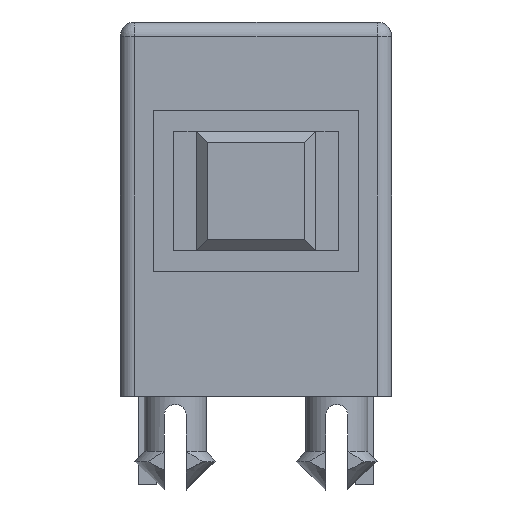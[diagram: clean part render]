
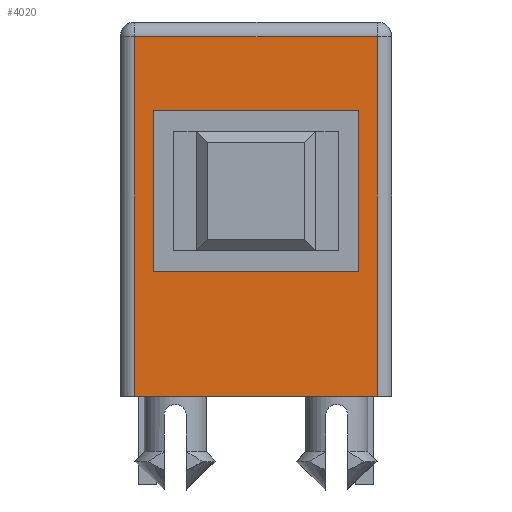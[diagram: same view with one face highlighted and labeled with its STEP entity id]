
A CAD part, left-side view. The second image highlights one B-rep face of the part: STEP entity #4020.
In plain terms, the highlighted planar face has unit normal (-1, 0, 0).
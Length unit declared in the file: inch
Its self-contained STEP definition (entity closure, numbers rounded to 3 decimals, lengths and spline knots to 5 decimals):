
#81=CARTESIAN_POINT('',(0.,0.12992,0.18392));
#82=VERTEX_POINT('',#81);
#148=CARTESIAN_POINT('',(0.,0.12992,-0.20191));
#149=VERTEX_POINT('',#148);
#157=CARTESIAN_POINT('',(0.,0.12992,-0.20191));
#158=DIRECTION('',(0.0,0.0,1.0));
#159=VECTOR('',#158,0.38583);
#160=LINE('',#157,#159);
#161=EDGE_CURVE('',#149,#82,#160,.T.);
#180=CARTESIAN_POINT('',(0.,-0.12992,0.18392));
#181=VERTEX_POINT('',#180);
#246=CARTESIAN_POINT('',(0.,0.12992,0.18392));
#247=DIRECTION('',(0.0,-1.0,0.0));
#248=VECTOR('',#247,0.25984);
#249=LINE('',#246,#248);
#250=EDGE_CURVE('',#82,#181,#249,.T.);
#267=CARTESIAN_POINT('',(0.,-0.12992,-0.20191));
#268=VERTEX_POINT('',#267);
#285=CARTESIAN_POINT('',(0.,-0.12992,0.18392));
#286=DIRECTION('',(0.0,0.0,-1.0));
#287=VECTOR('',#286,0.38583);
#288=LINE('',#285,#287);
#289=EDGE_CURVE('',#181,#268,#288,.T.);
#3564=CARTESIAN_POINT('',(0.,-0.11024,0.10518));
#3565=VERTEX_POINT('',#3564);
#3572=CARTESIAN_POINT('',(0.,0.11024,0.10518));
#3573=VERTEX_POINT('',#3572);
#3574=CARTESIAN_POINT('',(0.,0.11024,0.10518));
#3575=DIRECTION('',(0.0,-1.0,0.0));
#3576=VECTOR('',#3575,0.22047);
#3577=LINE('',#3574,#3576);
#3578=EDGE_CURVE('',#3573,#3565,#3577,.T.);
#3602=CARTESIAN_POINT('',(0.,-0.11024,-0.06805));
#3603=VERTEX_POINT('',#3602);
#3610=CARTESIAN_POINT('',(0.,-0.11024,0.10518));
#3611=DIRECTION('',(0.0,0.0,-1.0));
#3612=VECTOR('',#3611,0.17323);
#3613=LINE('',#3610,#3612);
#3614=EDGE_CURVE('',#3565,#3603,#3613,.T.);
#3633=CARTESIAN_POINT('',(0.,0.11024,-0.06805));
#3634=VERTEX_POINT('',#3633);
#3641=CARTESIAN_POINT('',(0.,-0.11024,-0.06805));
#3642=DIRECTION('',(0.0,1.0,0.0));
#3643=VECTOR('',#3642,0.22047);
#3644=LINE('',#3641,#3643);
#3645=EDGE_CURVE('',#3603,#3634,#3644,.T.);
#3663=CARTESIAN_POINT('',(0.,0.11024,-0.06805));
#3664=DIRECTION('',(0.0,0.0,1.0));
#3665=VECTOR('',#3664,0.17323);
#3666=LINE('',#3663,#3665);
#3667=EDGE_CURVE('',#3634,#3573,#3666,.T.);
#3972=CARTESIAN_POINT('',(0.,0.12992,-0.20191));
#3973=DIRECTION('',(0.0,-1.0,0.0));
#3974=VECTOR('',#3973,0.25984);
#3975=LINE('',#3972,#3974);
#3976=EDGE_CURVE('',#149,#268,#3975,.T.);
#4003=CARTESIAN_POINT('',(0.,0.14567,0.19967));
#4004=DIRECTION('',(-1.0,0.0,0.0));
#4005=DIRECTION('',(0.0,0.0,1.0));
#4006=AXIS2_PLACEMENT_3D('',#4003,#4004,#4005);
#4007=PLANE('',#4006);
#4008=ORIENTED_EDGE('',*,*,#161,.F.);
#4009=ORIENTED_EDGE('',*,*,#3976,.T.);
#4010=ORIENTED_EDGE('',*,*,#289,.F.);
#4011=ORIENTED_EDGE('',*,*,#250,.F.);
#4012=EDGE_LOOP('',(#4008,#4009,#4010,#4011));
#4013=FACE_OUTER_BOUND('',#4012,.T.);
#4014=ORIENTED_EDGE('',*,*,#3578,.T.);
#4015=ORIENTED_EDGE('',*,*,#3614,.T.);
#4016=ORIENTED_EDGE('',*,*,#3645,.T.);
#4017=ORIENTED_EDGE('',*,*,#3667,.T.);
#4018=EDGE_LOOP('',(#4014,#4015,#4016,#4017));
#4019=FACE_BOUND('',#4018,.T.);
#4020=ADVANCED_FACE('',(#4013,#4019),#4007,.T.);
